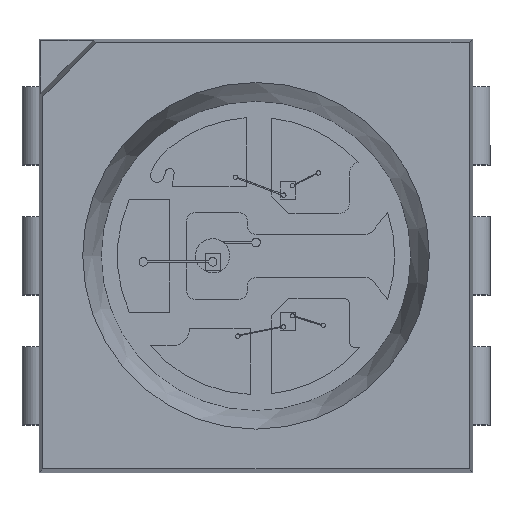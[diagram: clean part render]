
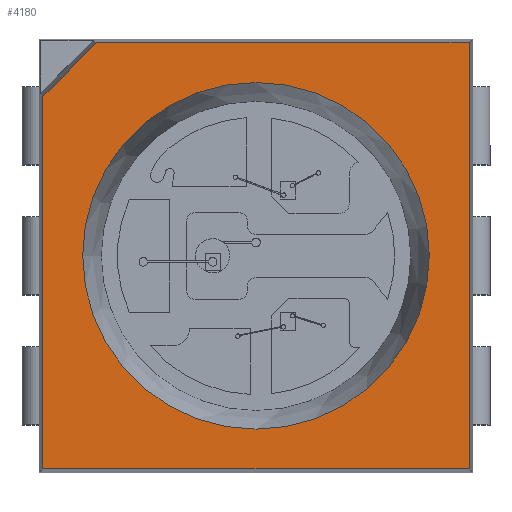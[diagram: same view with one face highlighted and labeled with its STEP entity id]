
A CAD part, top view. The second image highlights one B-rep face of the part: STEP entity #4180.
In plain terms, the highlighted planar face has unit normal (0, 0, 1).
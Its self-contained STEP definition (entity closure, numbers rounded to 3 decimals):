
#100=LINE('',#7240,#619);
#101=LINE('',#7243,#620);
#102=LINE('',#7245,#621);
#103=LINE('',#7247,#622);
#104=LINE('',#7249,#623);
#619=VECTOR('',#6053,1000.);
#620=VECTOR('',#6054,1000.);
#621=VECTOR('',#6055,1000.);
#622=VECTOR('',#6056,1000.);
#623=VECTOR('',#6057,1000.);
#1138=ORIENTED_EDGE('',*,*,#2392,.T.);
#1139=ORIENTED_EDGE('',*,*,#2393,.T.);
#1140=ORIENTED_EDGE('',*,*,#2394,.T.);
#1141=ORIENTED_EDGE('',*,*,#2395,.T.);
#1142=ORIENTED_EDGE('',*,*,#2396,.T.);
#1143=ORIENTED_EDGE('',*,*,#2397,.T.);
#2392=EDGE_CURVE('',#3019,#3019,#3437,.T.);
#2393=EDGE_CURVE('',#3020,#3021,#100,.F.);
#2394=EDGE_CURVE('',#3021,#3022,#101,.F.);
#2395=EDGE_CURVE('',#3022,#3023,#102,.F.);
#2396=EDGE_CURVE('',#3023,#3024,#103,.F.);
#2397=EDGE_CURVE('',#3024,#3020,#104,.F.);
#3019=VERTEX_POINT('',#7239);
#3020=VERTEX_POINT('',#7241);
#3021=VERTEX_POINT('',#7242);
#3022=VERTEX_POINT('',#7244);
#3023=VERTEX_POINT('',#7246);
#3024=VERTEX_POINT('',#7248);
#3437=CIRCLE('',#5714,2.);
#3542=EDGE_LOOP('',(#1138));
#3543=EDGE_LOOP('',(#1139,#1140,#1141,#1142,#1143));
#3775=FACE_BOUND('',#3542,.T.);
#3776=FACE_BOUND('',#3543,.T.);
#4008=PLANE('',#5713);
#4180=ADVANCED_FACE('',(#3775,#3776),#4008,.T.);
#5713=AXIS2_PLACEMENT_3D('',#7237,#6049,#6050);
#5714=AXIS2_PLACEMENT_3D('',#7238,#6051,#6052);
#6049=DIRECTION('',(0.,0.,1.));
#6050=DIRECTION('',(1.,0.,0.));
#6051=DIRECTION('',(0.,0.,-1.));
#6052=DIRECTION('',(-1.,0.,0.));
#6053=DIRECTION('',(1.,0.,0.));
#6054=DIRECTION('',(0.707,0.707,0.));
#6055=DIRECTION('',(0.,1.,0.));
#6056=DIRECTION('',(-1.,0.,0.));
#6057=DIRECTION('',(0.,-1.,0.));
#7237=CARTESIAN_POINT('',(-2.5,-2.5,1.95));
#7238=CARTESIAN_POINT('',(0.,0.,1.95));
#7239=CARTESIAN_POINT('',(-2.,0.,1.95));
#7240=CARTESIAN_POINT('',(0.,2.458,1.95));
#7241=CARTESIAN_POINT('',(2.458,2.458,1.95));
#7242=CARTESIAN_POINT('',(-1.842,2.458,1.95));
#7243=CARTESIAN_POINT('',(-2.15,2.15,1.95));
#7244=CARTESIAN_POINT('',(-2.458,1.842,1.95));
#7245=CARTESIAN_POINT('',(-2.458,0.,1.95));
#7246=CARTESIAN_POINT('',(-2.458,-2.458,1.95));
#7247=CARTESIAN_POINT('',(0.,-2.458,1.95));
#7248=CARTESIAN_POINT('',(2.458,-2.458,1.95));
#7249=CARTESIAN_POINT('',(2.458,0.,1.95));
